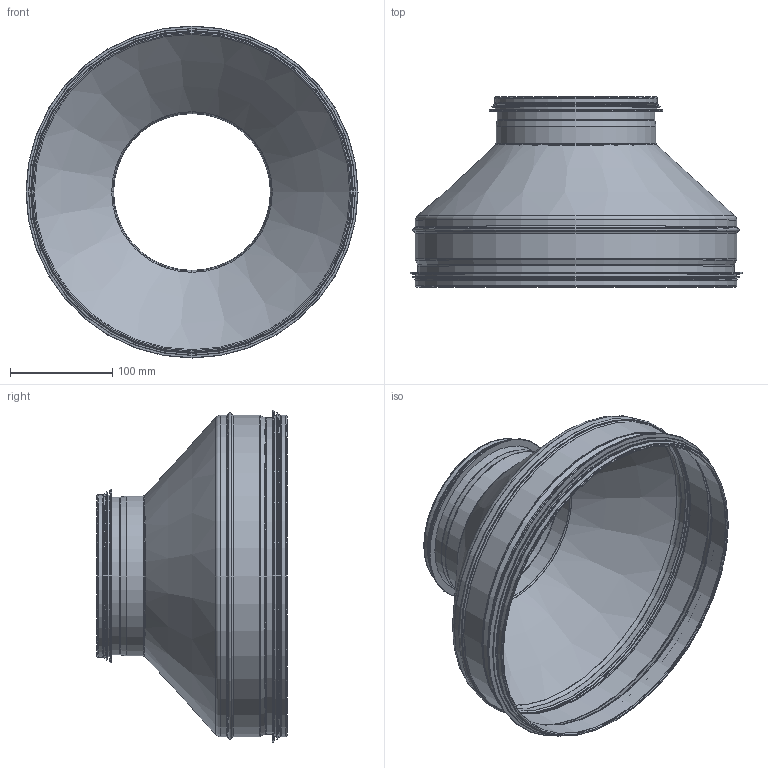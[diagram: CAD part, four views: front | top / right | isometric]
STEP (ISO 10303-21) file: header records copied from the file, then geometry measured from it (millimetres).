
FILE_DESCRIPTION((''),'2;1');
FILE_NAME('HFC_08-05.stp','2014-02-19T13:42:37',(''),(''),'Autodesk Inventor 2013','Autodesk Inventor 2013','');
FILE_SCHEMA(('AUTOMOTIVE_DESIGN { 1 2 10303 214 0 1 1 1 }'));
Length unit declared in the file: millimetre
Products named in the file (4): HFC_08-05; HFC_Rörämne-08-05; 999008; 999005
Assembly tree (3 placements, depth 2):
  HFC_08-05
    HFC_Rörämne-08-05
    999008
    999005
Bounding box: 324.25 x 185.99 x 324.25 mm (x, y, z)
Volume: 140329.5 mm3; surface area: 435770 mm2
Topology: 3 solids, 3 shells, 86 faces, 162 edges, 88 vertices
Faces by surface type: torus 34, cylinder 26, cone 14, plane 12
Full cylindrical faces by diameter (mm): 153.2 x1, 154.2 x1, 155.2 x1, 155.4 x1, 156.2 x1, 158 x4, 159 x1, 164.4 x1, 169.4 x1, 308.05 x1, 309.05 x1, 310.25 x1, 312.85 x6, 313.85 x3, 319.25 x1, 324.25 x1
Entity records: 1902 total; most frequent: DIRECTION 358, CARTESIAN_POINT 265, AXIS2_PLACEMENT_3D 179, ORIENTED_EDGE 172, EDGE_LOOP 172, VERTEX_POINT 86, CIRCLE 86, EDGE_CURVE 86
